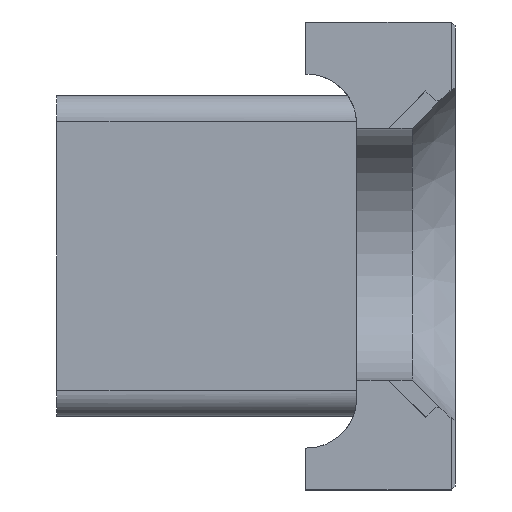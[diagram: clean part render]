
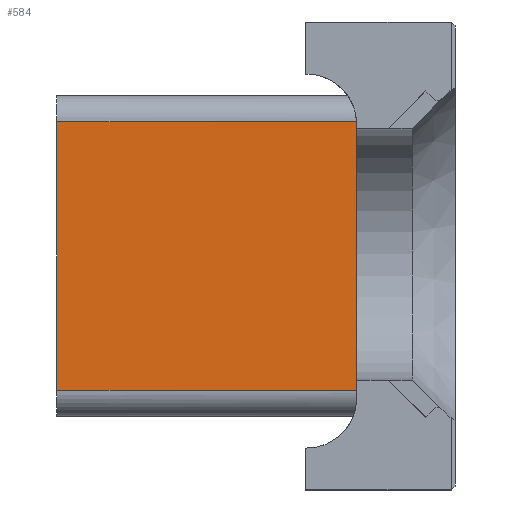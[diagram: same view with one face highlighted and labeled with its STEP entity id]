
A CAD part, left-side view. The second image highlights one B-rep face of the part: STEP entity #584.
In plain terms, the highlighted planar face has unit normal (-1, 0, 0).
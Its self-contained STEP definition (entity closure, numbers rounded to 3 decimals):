
#258 = EDGE_CURVE ( 'NONE', #1492, #8679, #10153, .T. ) ;
#273 = DIRECTION ( 'NONE',  ( 0., 0., -1. ) ) ;
#432 = EDGE_CURVE ( 'NONE', #4815, #10050, #4219, .T. ) ;
#512 = CARTESIAN_POINT ( 'NONE',  ( 59.573, 10.006, 40. ) ) ;
#584 = ADVANCED_FACE ( 'NONE', ( #9002 ), #11004, .T. ) ;
#680 = ORIENTED_EDGE ( 'NONE', *, *, #5264, .F. ) ;
#951 = DIRECTION ( 'NONE',  ( 0., 0., -1. ) ) ;
#1039 = VECTOR ( 'NONE', #1221, 1000. ) ;
#1163 = DIRECTION ( 'NONE',  ( 0., 0., 1. ) ) ;
#1213 = LINE ( 'NONE', #9826, #1934 ) ;
#1221 = DIRECTION ( 'NONE',  ( 0., 1., 0. ) ) ;
#1368 = ORIENTED_EDGE ( 'NONE', *, *, #5445, .T. ) ;
#1492 = VERTEX_POINT ( 'NONE', #1773 ) ;
#1545 = VECTOR ( 'NONE', #3233, 1000. ) ;
#1672 = CARTESIAN_POINT ( 'NONE',  ( 59.573, 12.761, 9.893 ) ) ;
#1742 = VERTEX_POINT ( 'NONE', #7069 ) ;
#1773 = CARTESIAN_POINT ( 'NONE',  ( 59.573, 30.775, 9.082 ) ) ;
#1934 = VECTOR ( 'NONE', #4639, 1000. ) ;
#1964 = CARTESIAN_POINT ( 'NONE',  ( 59.573, 36.994, 40. ) ) ;
#2103 = DIRECTION ( 'NONE',  ( 0., 1., 0. ) ) ;
#2119 = DIRECTION ( 'NONE',  ( 0., 0., 1. ) ) ;
#2311 = EDGE_CURVE ( 'NONE', #4815, #8679, #7721, .T. ) ;
#2420 = CARTESIAN_POINT ( 'NONE',  ( 59.573, 0.117, 9.893 ) ) ;
#2425 = VECTOR ( 'NONE', #273, 1000. ) ;
#2627 = CARTESIAN_POINT ( 'NONE',  ( 59.573, 34.239, 48.606 ) ) ;
#2713 = CARTESIAN_POINT ( 'NONE',  ( 59.573, 16.225, 48.606 ) ) ;
#2820 = CARTESIAN_POINT ( 'NONE',  ( 59.573, 16.225, 9.893 ) ) ;
#3033 = CARTESIAN_POINT ( 'NONE',  ( 59.573, 12.761, 48.606 ) ) ;
#3190 = DIRECTION ( 'NONE',  ( 0., -1., 0. ) ) ;
#3233 = DIRECTION ( 'NONE',  ( 0., 1., 0. ) ) ;
#3376 = VECTOR ( 'NONE', #3647, 1000. ) ;
#3451 = CARTESIAN_POINT ( 'NONE',  ( 59.573, 34.239, 9.893 ) ) ;
#3509 = VECTOR ( 'NONE', #11107, 1000. ) ;
#3647 = DIRECTION ( 'NONE',  ( 0., 1., 0. ) ) ;
#3817 = EDGE_CURVE ( 'NONE', #8809, #1742, #9784, .T. ) ;
#4092 = CARTESIAN_POINT ( 'NONE',  ( 59.573, 0., 9.082 ) ) ;
#4219 = LINE ( 'NONE', #2627, #8555 ) ;
#4530 = CARTESIAN_POINT ( 'NONE',  ( 59.573, 36.994, 40. ) ) ;
#4552 = CARTESIAN_POINT ( 'NONE',  ( 59.573, 0., 9.082 ) ) ;
#4639 = DIRECTION ( 'NONE',  ( 0., 0., -1. ) ) ;
#4651 = ORIENTED_EDGE ( 'NONE', *, *, #4741, .F. ) ;
#4736 = CARTESIAN_POINT ( 'NONE',  ( 59.573, 12.761, 9.082 ) ) ;
#4741 = EDGE_CURVE ( 'NONE', #7237, #9235, #10537, .T. ) ;
#4745 = CARTESIAN_POINT ( 'NONE',  ( 59.573, 30.775, 48.606 ) ) ;
#4792 = CARTESIAN_POINT ( 'NONE',  ( 59.573, 10.006, 40. ) ) ;
#4808 = CARTESIAN_POINT ( 'NONE',  ( 59.573, 10.006, 9.082 ) ) ;
#4815 = VERTEX_POINT ( 'NONE', #3451 ) ;
#4991 = VECTOR ( 'NONE', #951, 1000. ) ;
#5205 = ORIENTED_EDGE ( 'NONE', *, *, #7357, .F. ) ;
#5264 = EDGE_CURVE ( 'NONE', #8551, #7312, #1213, .T. ) ;
#5343 = LINE ( 'NONE', #4552, #3376 ) ;
#5445 = EDGE_CURVE ( 'NONE', #7237, #8711, #7474, .T. ) ;
#5460 = EDGE_LOOP ( 'NONE', ( #5205, #680, #10762, #9607, #6390, #7572, #6257, #9845, #6467, #4651, #1368, #10203 ) ) ;
#5544 = LINE ( 'NONE', #9024, #1039 ) ;
#5819 = AXIS2_PLACEMENT_3D ( 'NONE', #512, #6481, #2103 ) ;
#5843 = EDGE_CURVE ( 'NONE', #9235, #1492, #9278, .T. ) ;
#6082 = EDGE_CURVE ( 'NONE', #10050, #1742, #5343, .T. ) ;
#6180 = VECTOR ( 'NONE', #1163, 1000. ) ;
#6257 = ORIENTED_EDGE ( 'NONE', *, *, #2311, .T. ) ;
#6275 = VECTOR ( 'NONE', #3190, 1000. ) ;
#6390 = ORIENTED_EDGE ( 'NONE', *, *, #6082, .F. ) ;
#6467 = ORIENTED_EDGE ( 'NONE', *, *, #5843, .F. ) ;
#6481 = DIRECTION ( 'NONE',  ( -1., 0., 0. ) ) ;
#7069 = CARTESIAN_POINT ( 'NONE',  ( 59.573, 36.994, 9.082 ) ) ;
#7237 = VERTEX_POINT ( 'NONE', #2820 ) ;
#7312 = VERTEX_POINT ( 'NONE', #4808 ) ;
#7357 = EDGE_CURVE ( 'NONE', #7312, #10710, #5544, .T. ) ;
#7407 = LINE ( 'NONE', #4792, #10202 ) ;
#7474 = LINE ( 'NONE', #10154, #6275 ) ;
#7572 = ORIENTED_EDGE ( 'NONE', *, *, #432, .F. ) ;
#7635 = VECTOR ( 'NONE', #2119, 1000. ) ;
#7721 = LINE ( 'NONE', #2420, #3509 ) ;
#8397 = CARTESIAN_POINT ( 'NONE',  ( 59.573, 10.006, 40. ) ) ;
#8551 = VERTEX_POINT ( 'NONE', #8397 ) ;
#8555 = VECTOR ( 'NONE', #9588, 1000. ) ;
#8679 = VERTEX_POINT ( 'NONE', #9550 ) ;
#8711 = VERTEX_POINT ( 'NONE', #1672 ) ;
#8809 = VERTEX_POINT ( 'NONE', #4530 ) ;
#9002 = FACE_OUTER_BOUND ( 'NONE', #5460, .T. ) ;
#9024 = CARTESIAN_POINT ( 'NONE',  ( 59.573, 0., 9.082 ) ) ;
#9235 = VERTEX_POINT ( 'NONE', #10671 ) ;
#9278 = LINE ( 'NONE', #4092, #1545 ) ;
#9550 = CARTESIAN_POINT ( 'NONE',  ( 59.573, 30.775, 9.893 ) ) ;
#9588 = DIRECTION ( 'NONE',  ( 0., 0., -1. ) ) ;
#9607 = ORIENTED_EDGE ( 'NONE', *, *, #3817, .T. ) ;
#9728 = CARTESIAN_POINT ( 'NONE',  ( 59.573, 34.239, 9.082 ) ) ;
#9784 = LINE ( 'NONE', #1964, #2425 ) ;
#9826 = CARTESIAN_POINT ( 'NONE',  ( 59.573, 10.006, 40. ) ) ;
#9845 = ORIENTED_EDGE ( 'NONE', *, *, #258, .F. ) ;
#9938 = LINE ( 'NONE', #3033, #6180 ) ;
#10050 = VERTEX_POINT ( 'NONE', #9728 ) ;
#10153 = LINE ( 'NONE', #4745, #7635 ) ;
#10154 = CARTESIAN_POINT ( 'NONE',  ( 59.573, 0.117, 9.893 ) ) ;
#10198 = DIRECTION ( 'NONE',  ( 0., 1., 0. ) ) ;
#10202 = VECTOR ( 'NONE', #10198, 1000. ) ;
#10203 = ORIENTED_EDGE ( 'NONE', *, *, #10359, .F. ) ;
#10359 = EDGE_CURVE ( 'NONE', #10710, #8711, #9938, .T. ) ;
#10537 = LINE ( 'NONE', #2713, #4991 ) ;
#10671 = CARTESIAN_POINT ( 'NONE',  ( 59.573, 16.225, 9.082 ) ) ;
#10710 = VERTEX_POINT ( 'NONE', #4736 ) ;
#10762 = ORIENTED_EDGE ( 'NONE', *, *, #10846, .T. ) ;
#10846 = EDGE_CURVE ( 'NONE', #8551, #8809, #7407, .T. ) ;
#11004 = PLANE ( 'NONE',  #5819 ) ;
#11107 = DIRECTION ( 'NONE',  ( 0., -1., 0. ) ) ;
